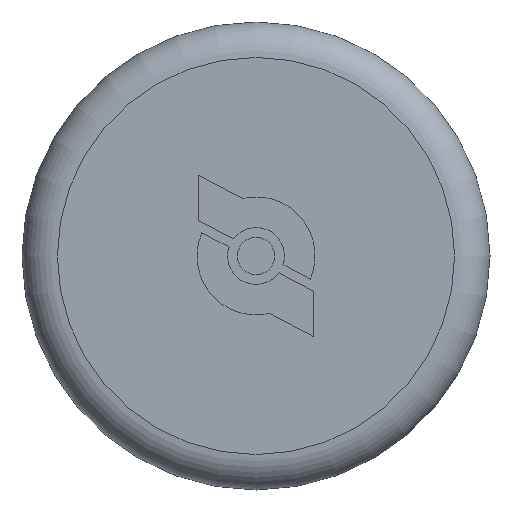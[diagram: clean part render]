
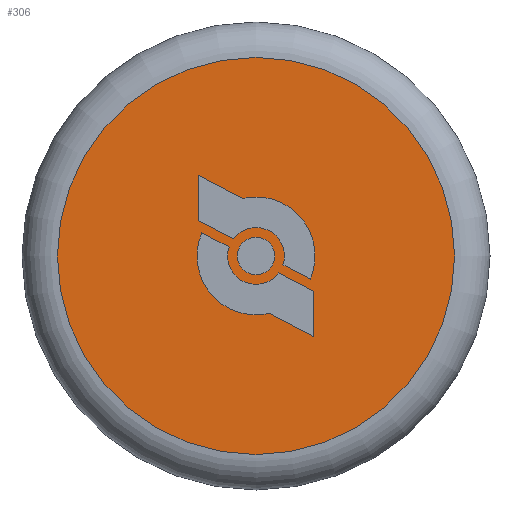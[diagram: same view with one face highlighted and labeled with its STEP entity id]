
A CAD part, front view. The second image highlights one B-rep face of the part: STEP entity #306.
In plain terms, the highlighted planar face has unit normal (0, -1, 0).
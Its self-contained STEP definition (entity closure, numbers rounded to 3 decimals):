
#306 = ADVANCED_FACE( '', ( #673, #674, #675, #676 ), #677, .F. );
#673 = FACE_BOUND( '', #1114, .T. );
#674 = FACE_BOUND( '', #1115, .T. );
#675 = FACE_OUTER_BOUND( '', #1116, .T. );
#676 = FACE_BOUND( '', #1117, .T. );
#677 = PLANE( '', #1118 );
#1114 = EDGE_LOOP( '', ( #1854 ) );
#1115 = EDGE_LOOP( '', ( #1855, #1856, #1857, #1858, #1859, #1860 ) );
#1116 = EDGE_LOOP( '', ( #1861 ) );
#1117 = EDGE_LOOP( '', ( #1862, #1863, #1864, #1865, #1866, #1867 ) );
#1118 = AXIS2_PLACEMENT_3D( '', #1868, #1869, #1870 );
#1854 = ORIENTED_EDGE( '', *, *, #2678, .T. );
#1855 = ORIENTED_EDGE( '', *, *, #2669, .T. );
#1856 = ORIENTED_EDGE( '', *, *, #2759, .F. );
#1857 = ORIENTED_EDGE( '', *, *, #2760, .T. );
#1858 = ORIENTED_EDGE( '', *, *, #2761, .T. );
#1859 = ORIENTED_EDGE( '', *, *, #2517, .T. );
#1860 = ORIENTED_EDGE( '', *, *, #2762, .T. );
#1861 = ORIENTED_EDGE( '', *, *, #2693, .T. );
#1862 = ORIENTED_EDGE( '', *, *, #2763, .T. );
#1863 = ORIENTED_EDGE( '', *, *, #2764, .T. );
#1864 = ORIENTED_EDGE( '', *, *, #2747, .T. );
#1865 = ORIENTED_EDGE( '', *, *, #2627, .F. );
#1866 = ORIENTED_EDGE( '', *, *, #2765, .T. );
#1867 = ORIENTED_EDGE( '', *, *, #2766, .T. );
#1868 = CARTESIAN_POINT( '', ( 25.2, 0., 0. ) );
#1869 = DIRECTION( '', ( 0., 1., 0. ) );
#1870 = DIRECTION( '', ( 0., 0., 1. ) );
#2517 = EDGE_CURVE( '', #2976, #2977, #2978, .T. );
#2627 = EDGE_CURVE( '', #3167, #3168, #3169, .T. );
#2669 = EDGE_CURVE( '', #3236, #3237, #3238, .T. );
#2678 = EDGE_CURVE( '', #3250, #3250, #3251, .T. );
#2693 = EDGE_CURVE( '', #3273, #3273, #3274, .T. );
#2747 = EDGE_CURVE( '', #3355, #3168, #3356, .T. );
#2759 = EDGE_CURVE( '', #3372, #3237, #3373, .F. );
#2760 = EDGE_CURVE( '', #3372, #3374, #3375, .T. );
#2761 = EDGE_CURVE( '', #3374, #2976, #3376, .F. );
#2762 = EDGE_CURVE( '', #2977, #3236, #3377, .T. );
#2763 = EDGE_CURVE( '', #3378, #3379, #3380, .T. );
#2764 = EDGE_CURVE( '', #3379, #3355, #3381, .T. );
#2765 = EDGE_CURVE( '', #3167, #3382, #3383, .T. );
#2766 = EDGE_CURVE( '', #3382, #3378, #3384, .T. );
#2976 = VERTEX_POINT( '', #3750 );
#2977 = VERTEX_POINT( '', #3751 );
#2978 = LINE( '', #3752, #3753 );
#3167 = VERTEX_POINT( '', #4272 );
#3168 = VERTEX_POINT( '', #4273 );
#3169 = CIRCLE( '', #4274, 3.6 );
#3236 = VERTEX_POINT( '', #4446 );
#3237 = VERTEX_POINT( '', #4447 );
#3238 = LINE( '', #4448, #4449 );
#3250 = VERTEX_POINT( '', #4493 );
#3251 = CIRCLE( '', #4494, 2.376 );
#3273 = VERTEX_POINT( '', #4522 );
#3274 = CIRCLE( '', #4523, 25.2 );
#3355 = VERTEX_POINT( '', #4727 );
#3356 = LINE( '', #4728, #4729 );
#3372 = VERTEX_POINT( '', #4751 );
#3373 = CIRCLE( '', #4752, 7.488 );
#3374 = VERTEX_POINT( '', #4753 );
#3375 = LINE( '', #4754, #4755 );
#3376 = CIRCLE( '', #4756, 3.6 );
#3377 = LINE( '', #4757, #4758 );
#3378 = VERTEX_POINT( '', #4759 );
#3379 = VERTEX_POINT( '', #4760 );
#3380 = LINE( '', #4761, #4762 );
#3381 = CIRCLE( '', #4763, 7.488 );
#3382 = VERTEX_POINT( '', #4764 );
#3383 = LINE( '', #4765, #4766 );
#3384 = LINE( '', #4767, #4768 );
#3750 = CARTESIAN_POINT( '', ( -2.875, 0., 2.171 ) );
#3751 = CARTESIAN_POINT( '', ( -7.339, 0., 4.487 ) );
#3752 = CARTESIAN_POINT( '', ( -2.875, 0., 2.171 ) );
#3753 = VECTOR( '', #5213, 1000. );
#4272 = CARTESIAN_POINT( '', ( 2.897, 0., -2.137 ) );
#4273 = CARTESIAN_POINT( '', ( -3.415, 0., 1.139 ) );
#4274 = AXIS2_PLACEMENT_3D( '', #5319, #5320, #5321 );
#4446 = CARTESIAN_POINT( '', ( -7.339, 0., 10.247 ) );
#4447 = CARTESIAN_POINT( '', ( -1.687, 0., 7.307 ) );
#4448 = CARTESIAN_POINT( '', ( -7.339, 0., 10.247 ) );
#4449 = VECTOR( '', #5357, 1000. );
#4493 = CARTESIAN_POINT( '', ( 2.381, 0., 0.011 ) );
#4494 = AXIS2_PLACEMENT_3D( '', #5367, #5368, #5369 );
#4522 = CARTESIAN_POINT( '', ( 0., 0., -25.2 ) );
#4523 = AXIS2_PLACEMENT_3D( '', #5388, #5389, #5390 );
#4727 = CARTESIAN_POINT( '', ( -6.883, 0., 2.951 ) );
#4728 = CARTESIAN_POINT( '', ( -6.883, 0., 2.951 ) );
#4729 = VECTOR( '', #5435, 1000. );
#4751 = CARTESIAN_POINT( '', ( 6.893, 0., -2.929 ) );
#4752 = AXIS2_PLACEMENT_3D( '', #5445, #5446, #5447 );
#4753 = CARTESIAN_POINT( '', ( 3.425, 0., -1.117 ) );
#4754 = CARTESIAN_POINT( '', ( 6.893, 0., -2.929 ) );
#4755 = VECTOR( '', #5448, 1000. );
#4756 = AXIS2_PLACEMENT_3D( '', #5449, #5450, #5451 );
#4757 = CARTESIAN_POINT( '', ( -7.339, 0., 4.487 ) );
#4758 = VECTOR( '', #5452, 1000. );
#4759 = CARTESIAN_POINT( '', ( 7.349, 0., -10.225 ) );
#4760 = CARTESIAN_POINT( '', ( 1.709, 0., -7.285 ) );
#4761 = CARTESIAN_POINT( '', ( 7.349, 0., -10.225 ) );
#4762 = VECTOR( '', #5453, 1000. );
#4763 = AXIS2_PLACEMENT_3D( '', #5454, #5455, #5456 );
#4764 = CARTESIAN_POINT( '', ( 7.349, 0., -4.465 ) );
#4765 = CARTESIAN_POINT( '', ( 2.897, 0., -2.137 ) );
#4766 = VECTOR( '', #5457, 1000. );
#4767 = CARTESIAN_POINT( '', ( 7.349, 0., -4.465 ) );
#4768 = VECTOR( '', #5458, 1000. );
#5213 = DIRECTION( '', ( -0.888, 0., 0.461 ) );
#5319 = CARTESIAN_POINT( '', ( 0., 0., 0. ) );
#5320 = DIRECTION( '', ( 0., 1., 0. ) );
#5321 = DIRECTION( '', ( 1., 0., 0. ) );
#5357 = DIRECTION( '', ( 0.887, 0., -0.461 ) );
#5367 = CARTESIAN_POINT( '', ( 0.005, 0., 0.011 ) );
#5368 = DIRECTION( '', ( 0., 1., 0. ) );
#5369 = DIRECTION( '', ( 1., 0., 0. ) );
#5388 = CARTESIAN_POINT( '', ( 0., 0., 0. ) );
#5389 = DIRECTION( '', ( 0., -1., 0. ) );
#5390 = DIRECTION( '', ( 0., 0., -1. ) );
#5435 = DIRECTION( '', ( 0.886, 0., -0.463 ) );
#5445 = CARTESIAN_POINT( '', ( 0.007, 0., 0.013 ) );
#5446 = DIRECTION( '', ( 0., 1., 0. ) );
#5447 = DIRECTION( '', ( 0., 0., 1. ) );
#5448 = DIRECTION( '', ( -0.886, 0., 0.463 ) );
#5449 = CARTESIAN_POINT( '', ( 0.007, 0., 0.014 ) );
#5450 = DIRECTION( '', ( 0., 1., 0. ) );
#5451 = DIRECTION( '', ( 0., 0., 1. ) );
#5452 = DIRECTION( '', ( 0., 0., 1. ) );
#5453 = DIRECTION( '', ( -0.887, 0., 0.462 ) );
#5454 = CARTESIAN_POINT( '', ( 0.001, 0., 0.005 ) );
#5455 = DIRECTION( '', ( 0., 1., 0. ) );
#5456 = DIRECTION( '', ( 1., 0., 0. ) );
#5457 = DIRECTION( '', ( 0.886, 0., -0.463 ) );
#5458 = DIRECTION( '', ( 0., 0., -1. ) );
